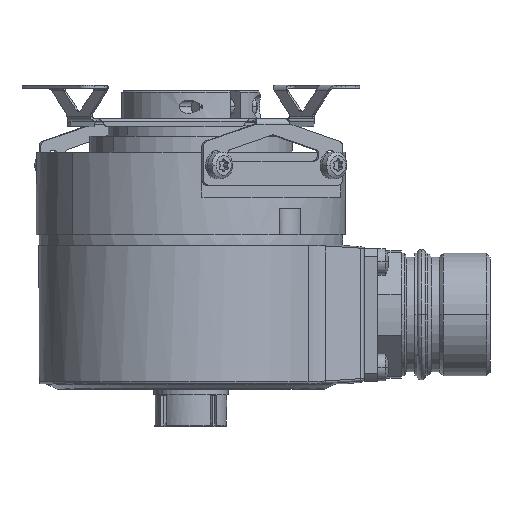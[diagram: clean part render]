
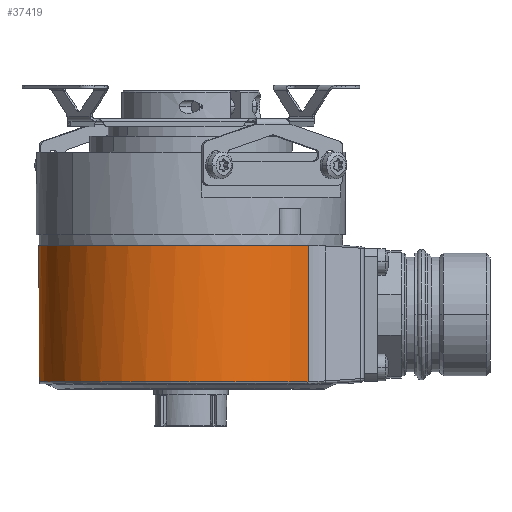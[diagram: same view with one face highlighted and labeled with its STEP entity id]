
A CAD part, left-side view. The second image highlights one B-rep face of the part: STEP entity #37419.
In plain terms, the highlighted cylindrical face has radius 28.5 mm (diameter 57 mm), a partial arc.
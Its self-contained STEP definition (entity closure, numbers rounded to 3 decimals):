
#2819=CARTESIAN_POINT('',(0.,0.,-17.542));
#2820=DIRECTION('',(0.,0.,1.));
#2821=DIRECTION('',(0.637,-0.771,0.));
#2822=AXIS2_PLACEMENT_3D('',#2819,#2820,#2821);
#2824=DIRECTION('',(0.,0.,1.));
#2825=VECTOR('',#2824,25.537);
#2826=CARTESIAN_POINT('',(18.147,-21.976,
-17.542));
#2827=LINE('',#2826,#2825);
#2828=CARTESIAN_POINT('',(0.,0.,7.996));
#2829=DIRECTION('',(0.,0.,1.));
#2830=DIRECTION('',(0.637,-0.771,0.));
#2831=AXIS2_PLACEMENT_3D('',#2828,#2829,#2830);
#2833=CARTESIAN_POINT('',(0.,0.,7.996));
#2834=DIRECTION('',(0.,0.,1.));
#2835=DIRECTION('',(0.,1.,0.));
#2836=AXIS2_PLACEMENT_3D('',#2833,#2834,#2835);
#2838=DIRECTION('',(0.,0.,-1.));
#2839=VECTOR('',#2838,25.537);
#2840=CARTESIAN_POINT('',(-18.147,-21.976,
7.996));
#2841=LINE('',#2840,#2839);
#2853=CARTESIAN_POINT('',(18.147,-21.976,
-17.542));
#26398=CARTESIAN_POINT('',(-18.147,-21.976,
-17.542));
#32120=CARTESIAN_POINT('',(18.147,-21.976,
7.996));
#32121=CARTESIAN_POINT('',(0.,28.5,7.996));
#32122=VERTEX_POINT('',#32120);
#32123=VERTEX_POINT('',#32121);
#32124=CARTESIAN_POINT('',(-18.147,-21.976,
7.996));
#32125=VERTEX_POINT('',#32124);
#32138=VERTEX_POINT('',#2853);
#32151=VERTEX_POINT('',#26398);
#37403=CARTESIAN_POINT('',(0.,0.,10.));
#37404=DIRECTION('',(0.,0.,1.));
#37405=DIRECTION('',(-1.,0.,0.));
#37406=AXIS2_PLACEMENT_3D('',#37403,#37404,#37405);
#37407=CYLINDRICAL_SURFACE('',#37406,28.5);
#37408=ORIENTED_EDGE('',*,*,#37397,.F.);
#37410=ORIENTED_EDGE('',*,*,#37409,.T.);
#37412=ORIENTED_EDGE('',*,*,#37411,.T.);
#37414=ORIENTED_EDGE('',*,*,#37413,.T.);
#37416=ORIENTED_EDGE('',*,*,#37415,.T.);
#37417=EDGE_LOOP('',(#37408,#37410,#37412,#37414,#37416));
#37418=FACE_OUTER_BOUND('',#37417,.F.);
#2823=CIRCLE('',#2822,28.5);
#2832=CIRCLE('',#2831,28.5);
#2837=CIRCLE('',#2836,28.5);
#37397=EDGE_CURVE('',#32138,#32151,#2823,.T.);
#37409=EDGE_CURVE('',#32138,#32122,#2827,.T.);
#37411=EDGE_CURVE('',#32122,#32123,#2832,.T.);
#37413=EDGE_CURVE('',#32123,#32125,#2837,.T.);
#37415=EDGE_CURVE('',#32125,#32151,#2841,.T.);
#37419=ADVANCED_FACE('',(#37418),#37407,.T.);
